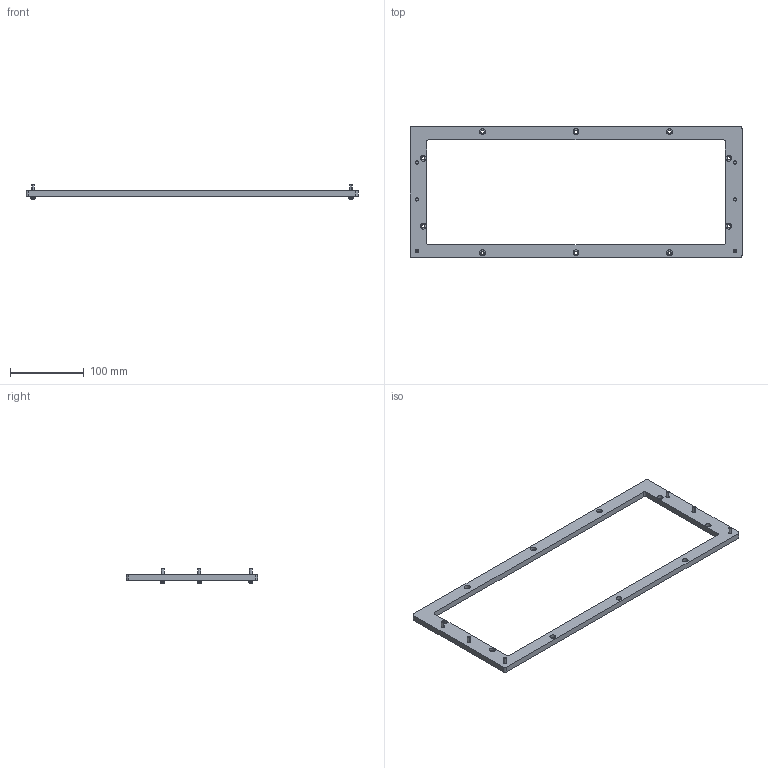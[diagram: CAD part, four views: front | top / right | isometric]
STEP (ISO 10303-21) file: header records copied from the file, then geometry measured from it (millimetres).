
FILE_DESCRIPTION (( 'STEP AP214' ), '1' );
FILE_NAME ('INGUN_113971.STEP', '2024-03-12T10:18:59', ( '' ), ( '' ), 'SwSTEP 2.0', 'SolidWorks 2021', '' );
FILE_SCHEMA (( 'AUTOMOTIVE_DESIGN' ));
Length unit declared in the file: millimetre
Products named in the file (4): DIN912~n_M04,0x016; INGUN_113971; 113970~1_S; 114001~0_S
Assembly tree (8 placements, depth 3):
  INGUN_113971
    113970~1_S
    114001~0_S  x6
      DIN912~n_M04,0x016
Bounding box: 451 x 178 x 20 mm (x, y, z)
Volume: 175864.6 mm3; surface area: 67005.8 mm2
Topology: 7 solids, 7 shells, 254 faces, 630 edges, 412 vertices
Faces by surface type: cylinder 186, plane 44, cone 24
Entity records: 3607 total; most frequent: DIRECTION 683, CARTESIAN_POINT 578, ORIENTED_EDGE 550, AXIS2_PLACEMENT_3D 287, EDGE_CURVE 275, VERTEX_POINT 182, CIRCLE 166, EDGE_LOOP 155
